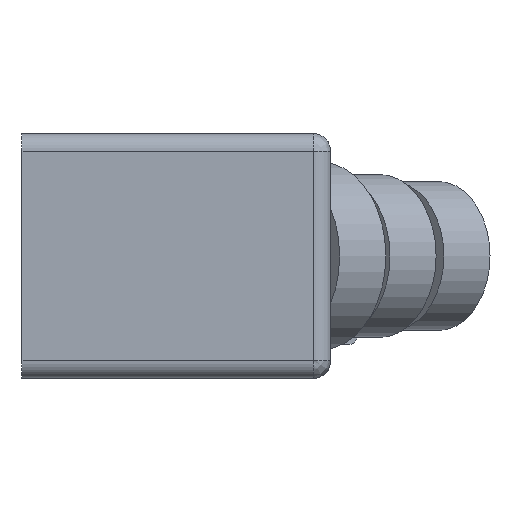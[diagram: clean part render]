
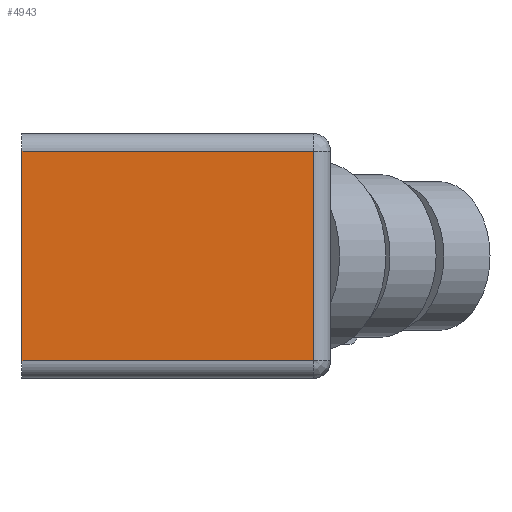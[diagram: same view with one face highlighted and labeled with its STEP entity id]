
A CAD part, left-side view. The second image highlights one B-rep face of the part: STEP entity #4943.
In plain terms, the highlighted planar face has unit normal (-1, 0, 0).
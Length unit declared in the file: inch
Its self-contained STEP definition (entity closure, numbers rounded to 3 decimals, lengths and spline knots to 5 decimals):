
#53 = DIRECTION ( 'NONE',  ( 0., 0., -1. ) ) ;
#159 = FACE_OUTER_BOUND ( 'NONE', #2230, .T. ) ;
#167 = EDGE_CURVE ( 'NONE', #4020, #1529, #1195, .T. ) ;
#334 = CARTESIAN_POINT ( 'NONE',  ( -1.06299, 0.05906, -0.35433 ) ) ;
#612 = VERTEX_POINT ( 'NONE', #334 ) ;
#662 = DIRECTION ( 'NONE',  ( 0., 0., -1. ) ) ;
#880 = CARTESIAN_POINT ( 'NONE',  ( -1.06299, 1.04331, 0.35433 ) ) ;
#1021 = DIRECTION ( 'NONE',  ( 0., 1., 0. ) ) ;
#1032 = EDGE_CURVE ( 'NONE', #1529, #612, #3010, .T. ) ;
#1149 = DIRECTION ( 'NONE',  ( 1., 0., 0. ) ) ;
#1178 = PLANE ( 'NONE',  #5092 ) ;
#1195 = LINE ( 'NONE', #880, #2033 ) ;
#1456 = CARTESIAN_POINT ( 'NONE',  ( -1.06299, 1.04331, -0.35433 ) ) ;
#1486 = ORIENTED_EDGE ( 'NONE', *, *, #4851, .F. ) ;
#1529 = VERTEX_POINT ( 'NONE', #5449 ) ;
#1828 = CARTESIAN_POINT ( 'NONE',  ( -1.06299, 0.05906, 0.41339 ) ) ;
#2033 = VECTOR ( 'NONE', #3974, 39.37008 ) ;
#2100 = EDGE_CURVE ( 'NONE', #5091, #4020, #3777, .T. ) ;
#2230 = EDGE_LOOP ( 'NONE', ( #1486, #4796, #3764, #3755 ) ) ;
#2555 = CARTESIAN_POINT ( 'NONE',  ( -1.06299, 1.04331, -0.35433 ) ) ;
#3010 = LINE ( 'NONE', #1828, #4544 ) ;
#3021 = DIRECTION ( 'NONE',  ( 0., 0., 1. ) ) ;
#3108 = CARTESIAN_POINT ( 'NONE',  ( -1.06299, 1.04331, 0.35433 ) ) ;
#3755 = ORIENTED_EDGE ( 'NONE', *, *, #2100, .F. ) ;
#3764 = ORIENTED_EDGE ( 'NONE', *, *, #167, .F. ) ;
#3777 = LINE ( 'NONE', #3811, #4039 ) ;
#3811 = CARTESIAN_POINT ( 'NONE',  ( -1.06299, 1.04331, 0. ) ) ;
#3974 = DIRECTION ( 'NONE',  ( 0., -1., 0. ) ) ;
#4020 = VERTEX_POINT ( 'NONE', #3108 ) ;
#4039 = VECTOR ( 'NONE', #3021, 39.37008 ) ;
#4248 = VECTOR ( 'NONE', #1021, 39.37008 ) ;
#4377 = LINE ( 'NONE', #1456, #4248 ) ;
#4544 = VECTOR ( 'NONE', #53, 39.37008 ) ;
#4796 = ORIENTED_EDGE ( 'NONE', *, *, #1032, .F. ) ;
#4851 = EDGE_CURVE ( 'NONE', #612, #5091, #4377, .T. ) ;
#4943 = ADVANCED_FACE ( 'NONE', ( #159 ), #1178, .F. ) ;
#5091 = VERTEX_POINT ( 'NONE', #2555 ) ;
#5092 = AXIS2_PLACEMENT_3D ( 'NONE', #5119, #1149, #662 ) ;
#5119 = CARTESIAN_POINT ( 'NONE',  ( -1.06299, 1.04331, 0.41339 ) ) ;
#5449 = CARTESIAN_POINT ( 'NONE',  ( -1.06299, 0.05906, 0.35433 ) ) ;
